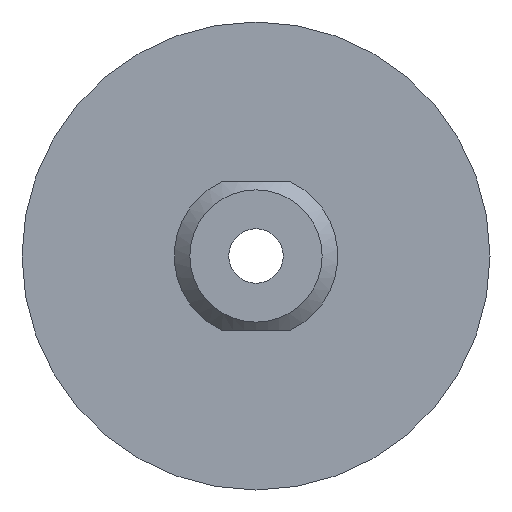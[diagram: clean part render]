
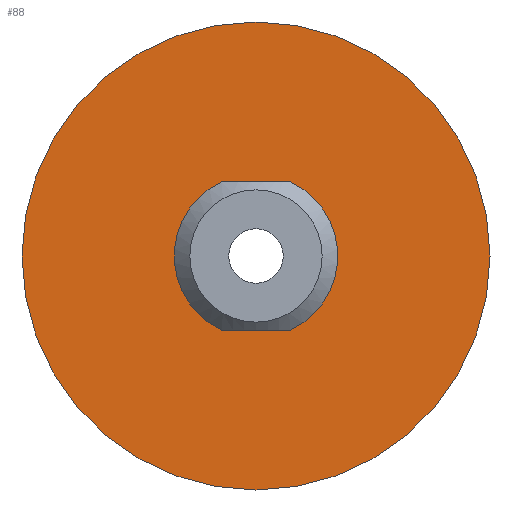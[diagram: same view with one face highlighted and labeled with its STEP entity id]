
A CAD part, front view. The second image highlights one B-rep face of the part: STEP entity #88.
In plain terms, the highlighted planar face has unit normal (0, -1, 0).
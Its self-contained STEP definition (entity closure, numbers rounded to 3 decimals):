
#88=ADVANCED_FACE('',(#180,#181),#182,.T.);
#180=FACE_BOUND('',#280,.T.);
#181=FACE_OUTER_BOUND('',#281,.T.);
#182=PLANE('',#282);
#280=EDGE_LOOP('',(#404));
#281=EDGE_LOOP('',(#405));
#282=AXIS2_PLACEMENT_3D('',#406,#407,#408);
#404=ORIENTED_EDGE('',*,*,#516,.F.);
#405=ORIENTED_EDGE('',*,*,#514,.T.);
#406=CARTESIAN_POINT('',(0.,39.7,0.));
#407=DIRECTION('',(0.,-1.0,0.));
#408=DIRECTION('',(-1.0,0.,0.0));
#514=EDGE_CURVE('',#588,#588,#589,.T.);
#516=EDGE_CURVE('',#591,#591,#592,.T.);
#588=VERTEX_POINT('',#697);
#589=CIRCLE('',#698,30.0);
#591=VERTEX_POINT('',#700);
#592=CIRCLE('',#701,5.2);
#697=CARTESIAN_POINT('',(30.0,39.7,0.));
#698=AXIS2_PLACEMENT_3D('',#787,#788,#789);
#700=CARTESIAN_POINT('',(5.2,39.7,0.));
#701=AXIS2_PLACEMENT_3D('',#790,#791,#792);
#787=CARTESIAN_POINT('',(0.,39.7,0.));
#788=DIRECTION('',(0.,-1.0,0.));
#789=DIRECTION('',(1.0,0.,0.0));
#790=CARTESIAN_POINT('',(0.,39.7,0.));
#791=DIRECTION('',(0.,-1.0,0.));
#792=DIRECTION('',(1.0,0.,0.0));
